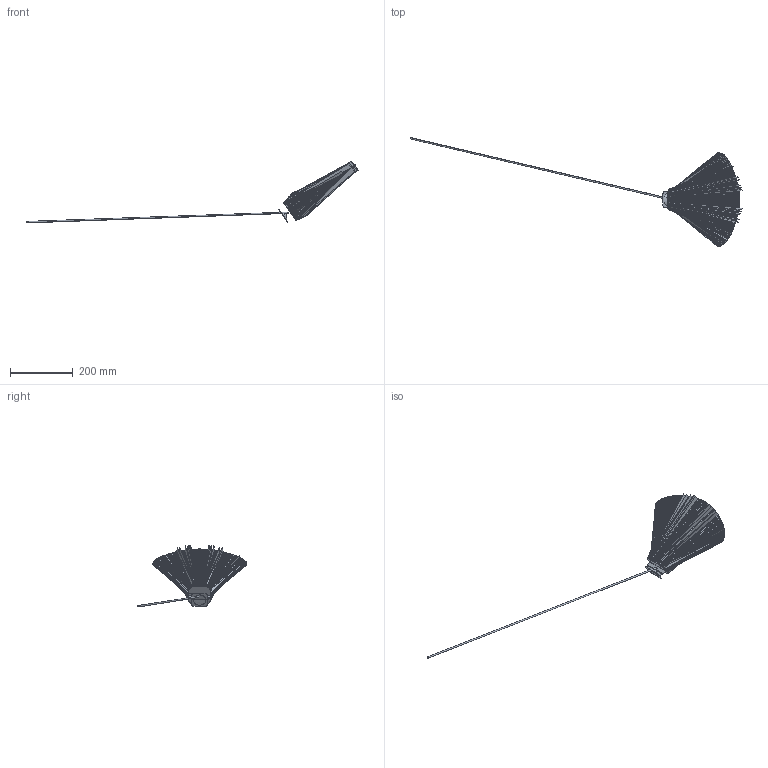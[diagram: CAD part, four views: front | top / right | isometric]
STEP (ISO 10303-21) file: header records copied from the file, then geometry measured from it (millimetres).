
FILE_DESCRIPTION(/* description */ (''),/* implementation_level */ '2;1');
FILE_NAME(/* name */ 'Tidelight 3D1',/* time_stamp */ '2013-11-15T15:47:00+01:00',/* author */ (''),/* organization */ (''),/* preprocessor_version */ 'ST-DEVELOPER v10',/* originating_system */ '',/* authorisation */ '');
FILE_SCHEMA (('CONFIG_CONTROL_DESIGN'));
Length unit declared in the file: millimetre
Products named in the file (1): 1
Bounding box: 1061.28 x 348.71 x 197.93 mm (x, y, z)
Volume: 9401473.7 mm3; surface area: 295206.6 mm2
Topology: 2 solids, 3 shells, 384 faces, 1132 edges, 749 vertices
Faces by surface type: bspline 384
Entity records: 80207 total; most frequent: CARTESIAN_POINT 74890, ORIENTED_EDGE 1880, EDGE_CURVE 942, VERTEX_POINT 563, B_SPLINE_CURVE_WITH_KNOTS 452, EDGE_LOOP 385, ADVANCED_FACE 384, FACE_OUTER_BOUND 384
